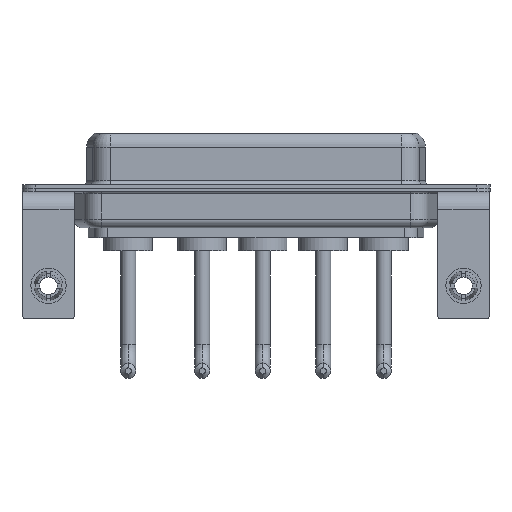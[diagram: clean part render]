
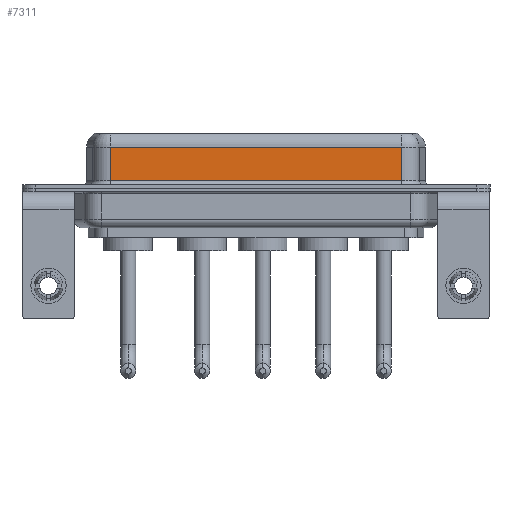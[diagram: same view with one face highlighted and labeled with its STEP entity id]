
A CAD part, front view. The second image highlights one B-rep face of the part: STEP entity #7311.
In plain terms, the highlighted planar face has unit normal (0, -1, 0).
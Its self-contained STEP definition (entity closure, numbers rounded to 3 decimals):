
#20 = PLANE ( 'NONE',  #1792 ) ;
#414 = DIRECTION ( 'NONE',  ( 0., 0., -1. ) ) ;
#565 = DIRECTION ( 'NONE',  ( 1., 0., 0. ) ) ;
#1095 = ORIENTED_EDGE ( 'NONE', *, *, #13618, .T. ) ;
#1113 = EDGE_CURVE ( 'NONE', #4177, #5871, #3088, .T. ) ;
#1698 = EDGE_CURVE ( 'NONE', #5871, #12960, #5291, .T. ) ;
#1792 = AXIS2_PLACEMENT_3D ( 'NONE', #13933, #10186, #6889 ) ;
#1800 = LINE ( 'NONE', #4006, #4503 ) ;
#2193 = VECTOR ( 'NONE', #414, 1000. ) ;
#2197 = EDGE_CURVE ( 'NONE', #4177, #3842, #4966, .T. ) ;
#3088 = LINE ( 'NONE', #10183, #5322 ) ;
#3842 = VERTEX_POINT ( 'NONE', #13522 ) ;
#3851 = CARTESIAN_POINT ( 'NONE',  ( 7.013, -3.95, 6.4 ) ) ;
#4006 = CARTESIAN_POINT ( 'NONE',  ( 40.037, -3.95, 0.9 ) ) ;
#4091 = EDGE_LOOP ( 'NONE', ( #8813, #10664, #11462, #1095 ) ) ;
#4177 = VERTEX_POINT ( 'NONE', #6590 ) ;
#4503 = VECTOR ( 'NONE', #565, 1000. ) ;
#4966 = LINE ( 'NONE', #13159, #11282 ) ;
#5291 = LINE ( 'NONE', #3851, #2193 ) ;
#5322 = VECTOR ( 'NONE', #7809, 1000. ) ;
#5871 = VERTEX_POINT ( 'NONE', #10505 ) ;
#6590 = CARTESIAN_POINT ( 'NONE',  ( 40.037, -3.95, 4.65 ) ) ;
#6889 = DIRECTION ( 'NONE',  ( 0., 0., 1. ) ) ;
#7311 = ADVANCED_FACE ( 'NONE', ( #13853 ), #20, .F. ) ;
#7809 = DIRECTION ( 'NONE',  ( -1., 0., 0. ) ) ;
#8813 = ORIENTED_EDGE ( 'NONE', *, *, #2197, .F. ) ;
#9285 = CARTESIAN_POINT ( 'NONE',  ( 7.013, -3.95, 0.9 ) ) ;
#10183 = CARTESIAN_POINT ( 'NONE',  ( 40.037, -3.95, 4.65 ) ) ;
#10186 = DIRECTION ( 'NONE',  ( 0., 1., 0. ) ) ;
#10505 = CARTESIAN_POINT ( 'NONE',  ( 7.013, -3.95, 4.65 ) ) ;
#10664 = ORIENTED_EDGE ( 'NONE', *, *, #1113, .T. ) ;
#11282 = VECTOR ( 'NONE', #14455, 1000. ) ;
#11462 = ORIENTED_EDGE ( 'NONE', *, *, #1698, .T. ) ;
#12960 = VERTEX_POINT ( 'NONE', #9285 ) ;
#13159 = CARTESIAN_POINT ( 'NONE',  ( 40.037, -3.95, 6.4 ) ) ;
#13522 = CARTESIAN_POINT ( 'NONE',  ( 40.037, -3.95, 0.9 ) ) ;
#13618 = EDGE_CURVE ( 'NONE', #12960, #3842, #1800, .T. ) ;
#13853 = FACE_OUTER_BOUND ( 'NONE', #4091, .T. ) ;
#13933 = CARTESIAN_POINT ( 'NONE',  ( 40.037, -3.95, 6.4 ) ) ;
#14455 = DIRECTION ( 'NONE',  ( 0., 0., -1. ) ) ;
